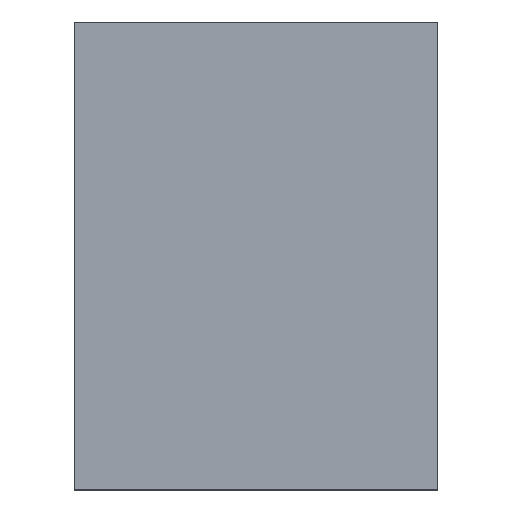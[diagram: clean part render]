
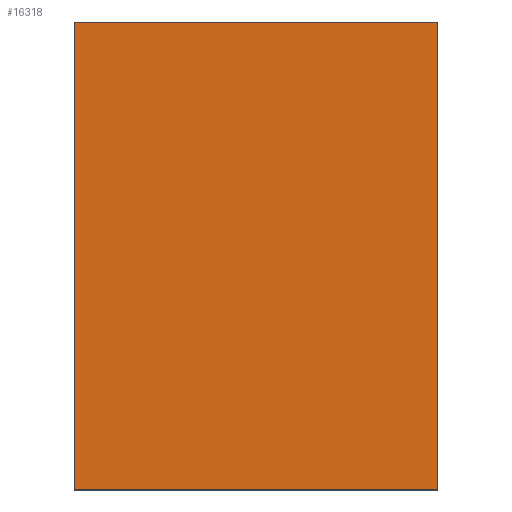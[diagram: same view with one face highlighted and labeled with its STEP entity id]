
A CAD part, top view. The second image highlights one B-rep face of the part: STEP entity #16318.
In plain terms, the highlighted planar face has unit normal (0, 0, 1).
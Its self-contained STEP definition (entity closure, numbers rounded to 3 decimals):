
#231 = LINE ( 'NONE', #5480, #7039 ) ;
#569 = DIRECTION ( 'NONE',  ( 0., 0., 1. ) ) ;
#793 = PLANE ( 'NONE',  #11076 ) ;
#1041 = DIRECTION ( 'NONE',  ( 1., 0., 0. ) ) ;
#1156 = LINE ( 'NONE', #11886, #3030 ) ;
#1823 = DIRECTION ( 'NONE',  ( -1., 0., 0. ) ) ;
#1925 = CARTESIAN_POINT ( 'NONE',  ( 3.5, 0., 1.9 ) ) ;
#2516 = CARTESIAN_POINT ( 'NONE',  ( 3.5, 4.5, 1.9 ) ) ;
#3030 = VECTOR ( 'NONE', #1041, 1000. ) ;
#3553 = ORIENTED_EDGE ( 'NONE', *, *, #19462, .F. ) ;
#3961 = DIRECTION ( 'NONE',  ( 1., 0., 0. ) ) ;
#4172 = DIRECTION ( 'NONE',  ( 0., -1., 0. ) ) ;
#4181 = CARTESIAN_POINT ( 'NONE',  ( 1.75, 2.25, 1.9 ) ) ;
#5480 = CARTESIAN_POINT ( 'NONE',  ( 0., 0., 1.9 ) ) ;
#5655 = ORIENTED_EDGE ( 'NONE', *, *, #10058, .F. ) ;
#6526 = ORIENTED_EDGE ( 'NONE', *, *, #20131, .F. ) ;
#7039 = VECTOR ( 'NONE', #20055, 1000. ) ;
#7185 = CARTESIAN_POINT ( 'NONE',  ( 0., 4.5, 1.9 ) ) ;
#7707 = VECTOR ( 'NONE', #4172, 1000. ) ;
#9165 = ORIENTED_EDGE ( 'NONE', *, *, #11253, .F. ) ;
#9587 = EDGE_LOOP ( 'NONE', ( #5655, #6526, #9165, #3553 ) ) ;
#10058 = EDGE_CURVE ( 'NONE', #15497, #13818, #22628, .T. ) ;
#11076 = AXIS2_PLACEMENT_3D ( 'NONE', #4181, #569, #3961 ) ;
#11253 = EDGE_CURVE ( 'NONE', #17888, #16091, #231, .T. ) ;
#11886 = CARTESIAN_POINT ( 'NONE',  ( 0., 4.5, 1.9 ) ) ;
#12137 = CARTESIAN_POINT ( 'NONE',  ( 3.5, 4.5, 1.9 ) ) ;
#13281 = FACE_OUTER_BOUND ( 'NONE', #9587, .T. ) ;
#13818 = VERTEX_POINT ( 'NONE', #1925 ) ;
#14181 = CARTESIAN_POINT ( 'NONE',  ( 0., 0., 1.9 ) ) ;
#15497 = VERTEX_POINT ( 'NONE', #12137 ) ;
#15689 = VECTOR ( 'NONE', #1823, 1000. ) ;
#15872 = LINE ( 'NONE', #23071, #15689 ) ;
#16091 = VERTEX_POINT ( 'NONE', #7185 ) ;
#16318 = ADVANCED_FACE ( 'NONE', ( #13281 ), #793, .T. ) ;
#17888 = VERTEX_POINT ( 'NONE', #14181 ) ;
#19462 = EDGE_CURVE ( 'NONE', #13818, #17888, #15872, .T. ) ;
#20055 = DIRECTION ( 'NONE',  ( 0., 1., 0. ) ) ;
#20131 = EDGE_CURVE ( 'NONE', #16091, #15497, #1156, .T. ) ;
#22628 = LINE ( 'NONE', #2516, #7707 ) ;
#23071 = CARTESIAN_POINT ( 'NONE',  ( 3.5, 0., 1.9 ) ) ;
